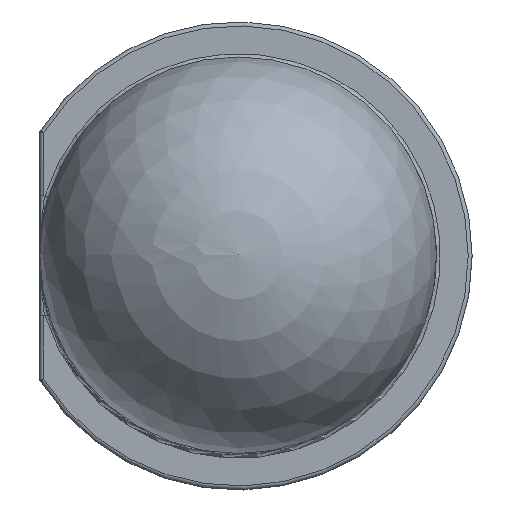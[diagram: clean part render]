
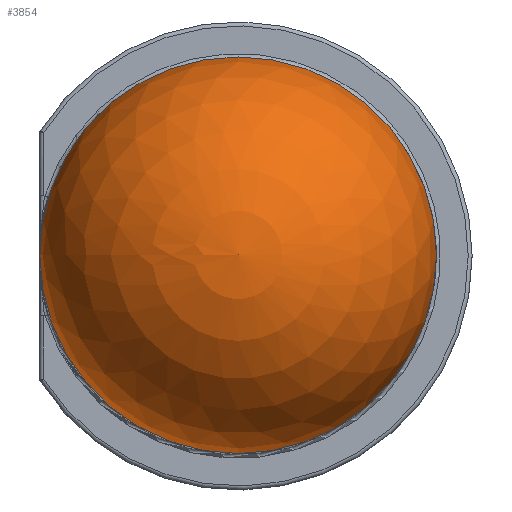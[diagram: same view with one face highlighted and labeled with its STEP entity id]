
A CAD part, top view. The second image highlights one B-rep face of the part: STEP entity #3854.
In plain terms, the highlighted spherical face has radius 2.5 mm.
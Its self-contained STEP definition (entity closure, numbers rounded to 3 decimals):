
#288=SPHERICAL_SURFACE('',#4180,2.5);
#841=FACE_OUTER_BOUND('',#1125,.T.);
#1125=EDGE_LOOP('',(#2724,#2725,#2726,#2727));
#1413=CIRCLE('',#4177,2.5);
#1414=CIRCLE('',#4178,2.5);
#1415=CIRCLE('',#4181,2.5);
#1709=VERTEX_POINT('',#6591);
#1710=VERTEX_POINT('',#6592);
#1711=VERTEX_POINT('',#6598);
#2058=EDGE_CURVE('',#1709,#1710,#1413,.T.);
#2059=EDGE_CURVE('',#1710,#1709,#1414,.T.);
#2061=EDGE_CURVE('',#1711,#1709,#1415,.T.);
#2724=ORIENTED_EDGE('',*,*,#2058,.T.);
#2725=ORIENTED_EDGE('',*,*,#2059,.T.);
#2726=ORIENTED_EDGE('',*,*,#2061,.F.);
#2727=ORIENTED_EDGE('',*,*,#2061,.T.);
#3854=ADVANCED_FACE('',(#841),#288,.T.);
#4177=AXIS2_PLACEMENT_3D('',#6593,#4750,#4751);
#4178=AXIS2_PLACEMENT_3D('',#6594,#4752,#4753);
#4180=AXIS2_PLACEMENT_3D('',#6597,#4757,#4758);
#4181=AXIS2_PLACEMENT_3D('',#6599,#4759,#4760);
#4750=DIRECTION('center_axis',(0.,0.,1.));
#4751=DIRECTION('ref_axis',(1.,0.,0.));
#4752=DIRECTION('center_axis',(0.,0.,1.));
#4753=DIRECTION('ref_axis',(1.,0.,0.));
#4757=DIRECTION('center_axis',(0.,0.,1.));
#4758=DIRECTION('ref_axis',(1.,0.,0.));
#4759=DIRECTION('center_axis',(0.,-1.,0.));
#4760=DIRECTION('ref_axis',(-1.,0.,0.));
#6591=CARTESIAN_POINT('',(-2.5,0.,6.1));
#6592=CARTESIAN_POINT('',(0.,2.5,6.1));
#6593=CARTESIAN_POINT('Origin',(0.,0.,6.1));
#6594=CARTESIAN_POINT('Origin',(0.,0.,6.1));
#6597=CARTESIAN_POINT('Origin',(0.,0.,6.1));
#6598=CARTESIAN_POINT('',(0.,0.,8.6));
#6599=CARTESIAN_POINT('Origin',(0.,0.,6.1));
